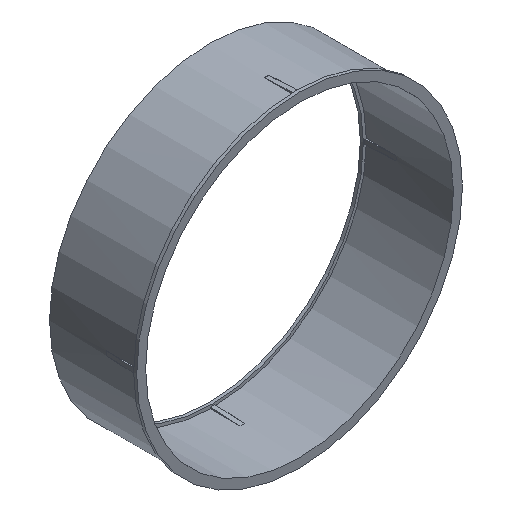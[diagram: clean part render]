
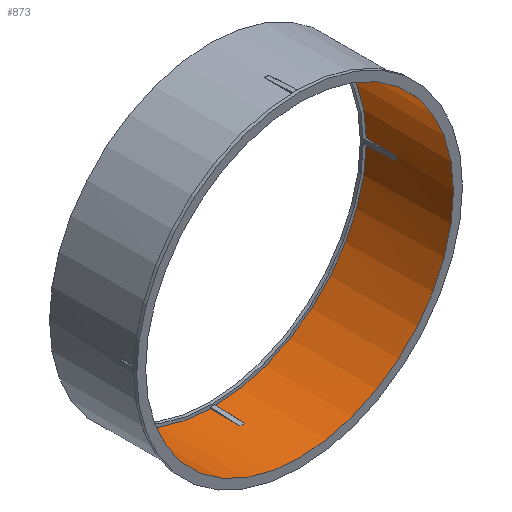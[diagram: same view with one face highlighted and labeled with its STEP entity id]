
A CAD part, isometric view. The second image highlights one B-rep face of the part: STEP entity #873.
In plain terms, the highlighted cylindrical face has radius 102.5 mm (diameter 205 mm), a full revolution.
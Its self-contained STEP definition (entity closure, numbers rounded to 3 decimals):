
#24=CIRCLE('',#956,102.5);
#25=CIRCLE('',#957,102.5);
#26=CIRCLE('',#958,102.5);
#27=CIRCLE('',#959,102.5);
#30=CIRCLE('',#977,102.5);
#34=CYLINDRICAL_SURFACE('',#974,102.5);
#60=FACE_OUTER_BOUND('',#110,.T.);
#110=EDGE_LOOP('',(#700,#701,#702,#703,#704,#705,#706,#707,#708,#709,#710,
#711,#712,#713,#714,#715,#716,#717,#718,#719));
#153=LINE('',#1309,#245);
#158=LINE('',#1322,#250);
#188=LINE('',#1426,#280);
#191=LINE('',#1433,#283);
#202=LINE('',#1457,#294);
#203=LINE('',#1460,#295);
#204=LINE('',#1462,#296);
#205=LINE('',#1465,#297);
#206=LINE('',#1467,#298);
#245=VECTOR('',#1046,10.);
#250=VECTOR('',#1059,10.);
#280=VECTOR('',#1153,10.);
#283=VECTOR('',#1162,10.);
#294=VECTOR('',#1179,10.);
#295=VECTOR('',#1182,10.);
#296=VECTOR('',#1183,10.);
#297=VECTOR('',#1186,10.);
#298=VECTOR('',#1187,102.5);
#325=ELLIPSE('',#934,2050.,102.5);
#326=ELLIPSE('',#935,2050.,102.5);
#339=ELLIPSE('',#970,2050.,102.5);
#340=ELLIPSE('',#975,2050.,102.5);
#341=ELLIPSE('',#976,2050.,102.5);
#355=VERTEX_POINT('',#1305);
#357=VERTEX_POINT('',#1308);
#358=VERTEX_POINT('',#1312);
#359=VERTEX_POINT('',#1313);
#361=VERTEX_POINT('',#1320);
#384=VERTEX_POINT('',#1371);
#387=VERTEX_POINT('',#1377);
#388=VERTEX_POINT('',#1379);
#391=VERTEX_POINT('',#1385);
#392=VERTEX_POINT('',#1387);
#395=VERTEX_POINT('',#1393);
#403=VERTEX_POINT('',#1425);
#404=VERTEX_POINT('',#1429);
#414=VERTEX_POINT('',#1456);
#415=VERTEX_POINT('',#1458);
#416=VERTEX_POINT('',#1461);
#417=VERTEX_POINT('',#1463);
#418=VERTEX_POINT('',#1466);
#445=EDGE_CURVE('',#357,#355,#153,.T.);
#447=EDGE_CURVE('',#358,#359,#325,.T.);
#450=EDGE_CURVE('',#359,#357,#326,.T.);
#452=EDGE_CURVE('',#361,#358,#158,.T.);
#477=EDGE_CURVE('',#384,#361,#24,.T.);
#481=EDGE_CURVE('',#388,#387,#25,.T.);
#485=EDGE_CURVE('',#392,#391,#26,.T.);
#489=EDGE_CURVE('',#355,#395,#27,.T.);
#504=EDGE_CURVE('',#403,#388,#188,.T.);
#506=EDGE_CURVE('',#404,#403,#339,.T.);
#508=EDGE_CURVE('',#391,#404,#191,.T.);
#520=EDGE_CURVE('',#395,#414,#202,.T.);
#521=EDGE_CURVE('',#414,#415,#340,.T.);
#522=EDGE_CURVE('',#415,#392,#203,.T.);
#523=EDGE_CURVE('',#387,#416,#204,.T.);
#524=EDGE_CURVE('',#416,#417,#341,.T.);
#525=EDGE_CURVE('',#417,#384,#205,.T.);
#526=EDGE_CURVE('',#359,#418,#206,.T.);
#527=EDGE_CURVE('',#418,#418,#30,.T.);
#700=ORIENTED_EDGE('',*,*,#445,.T.);
#701=ORIENTED_EDGE('',*,*,#489,.T.);
#702=ORIENTED_EDGE('',*,*,#520,.T.);
#703=ORIENTED_EDGE('',*,*,#521,.T.);
#704=ORIENTED_EDGE('',*,*,#522,.T.);
#705=ORIENTED_EDGE('',*,*,#485,.T.);
#706=ORIENTED_EDGE('',*,*,#508,.T.);
#707=ORIENTED_EDGE('',*,*,#506,.T.);
#708=ORIENTED_EDGE('',*,*,#504,.T.);
#709=ORIENTED_EDGE('',*,*,#481,.T.);
#710=ORIENTED_EDGE('',*,*,#523,.T.);
#711=ORIENTED_EDGE('',*,*,#524,.T.);
#712=ORIENTED_EDGE('',*,*,#525,.T.);
#713=ORIENTED_EDGE('',*,*,#477,.T.);
#714=ORIENTED_EDGE('',*,*,#452,.T.);
#715=ORIENTED_EDGE('',*,*,#447,.T.);
#716=ORIENTED_EDGE('',*,*,#526,.T.);
#717=ORIENTED_EDGE('',*,*,#527,.T.);
#718=ORIENTED_EDGE('',*,*,#526,.F.);
#719=ORIENTED_EDGE('',*,*,#450,.T.);
#873=ADVANCED_FACE('',(#60),#34,.F.);
#934=AXIS2_PLACEMENT_3D('',#1314,#1050,#1051);
#935=AXIS2_PLACEMENT_3D('',#1318,#1054,#1055);
#956=AXIS2_PLACEMENT_3D('',#1372,#1105,#1106);
#957=AXIS2_PLACEMENT_3D('',#1380,#1110,#1111);
#958=AXIS2_PLACEMENT_3D('',#1388,#1115,#1116);
#959=AXIS2_PLACEMENT_3D('',#1395,#1120,#1121);
#970=AXIS2_PLACEMENT_3D('',#1430,#1157,#1158);
#974=AXIS2_PLACEMENT_3D('',#1455,#1177,#1178);
#975=AXIS2_PLACEMENT_3D('',#1459,#1180,#1181);
#976=AXIS2_PLACEMENT_3D('',#1464,#1184,#1185);
#977=AXIS2_PLACEMENT_3D('',#1468,#1188,#1189);
#1046=DIRECTION('',(0.,1.,0.));
#1050=DIRECTION('center_axis',(-0.999,0.05,0.));
#1051=DIRECTION('ref_axis',(0.05,0.999,0.));
#1054=DIRECTION('center_axis',(-0.999,0.05,0.));
#1055=DIRECTION('ref_axis',(0.05,0.999,0.));
#1059=DIRECTION('',(0.,-1.,0.));
#1105=DIRECTION('center_axis',(0.,1.,0.));
#1106=DIRECTION('ref_axis',(1.,0.,0.));
#1110=DIRECTION('center_axis',(0.,1.,0.));
#1111=DIRECTION('ref_axis',(1.,0.,0.));
#1115=DIRECTION('center_axis',(0.,1.,0.));
#1116=DIRECTION('ref_axis',(1.,0.,0.));
#1120=DIRECTION('center_axis',(0.,1.,0.));
#1121=DIRECTION('ref_axis',(1.,0.,0.));
#1153=DIRECTION('',(0.,1.,0.));
#1157=DIRECTION('center_axis',(0.999,0.05,0.));
#1158=DIRECTION('ref_axis',(0.05,-0.999,0.));
#1162=DIRECTION('',(0.,-1.,0.));
#1177=DIRECTION('center_axis',(0.,1.,0.));
#1178=DIRECTION('ref_axis',(1.,0.,0.));
#1179=DIRECTION('',(0.,-1.,0.));
#1180=DIRECTION('center_axis',(0.,0.05,0.999));
#1181=DIRECTION('ref_axis',(0.,0.999,-0.05));
#1182=DIRECTION('',(0.,1.,0.));
#1183=DIRECTION('',(0.,-1.,0.));
#1184=DIRECTION('center_axis',(0.,0.05,-0.999));
#1185=DIRECTION('ref_axis',(0.,-0.999,-0.05));
#1186=DIRECTION('',(0.,1.,0.));
#1187=DIRECTION('',(0.,-1.,0.));
#1188=DIRECTION('center_axis',(0.,-1.,0.));
#1189=DIRECTION('ref_axis',(1.,0.,0.));
#1305=CARTESIAN_POINT('',(-102.489,58.,1.5));
#1308=CARTESIAN_POINT('',(-102.489,38.244,1.5));
#1309=CARTESIAN_POINT('',(-102.489,0.,1.5));
#1312=CARTESIAN_POINT('',(-102.489,38.244,-1.5));
#1313=CARTESIAN_POINT('',(-102.5,38.025,0.));
#1314=CARTESIAN_POINT('Origin',(0.,2085.461,0.));
#1318=CARTESIAN_POINT('Origin',(0.,2085.461,0.));
#1320=CARTESIAN_POINT('',(-102.489,58.,-1.5));
#1322=CARTESIAN_POINT('',(-102.489,0.,-1.5));
#1371=CARTESIAN_POINT('',(-1.5,58.,-102.489));
#1372=CARTESIAN_POINT('Origin',(0.,58.,0.));
#1377=CARTESIAN_POINT('',(1.5,58.,-102.489));
#1379=CARTESIAN_POINT('',(102.489,58.,-1.5));
#1380=CARTESIAN_POINT('Origin',(0.,58.,0.));
#1385=CARTESIAN_POINT('',(102.489,58.,1.5));
#1387=CARTESIAN_POINT('',(1.5,58.,102.489));
#1388=CARTESIAN_POINT('Origin',(0.,58.,0.));
#1393=CARTESIAN_POINT('',(-1.5,58.,102.489));
#1395=CARTESIAN_POINT('Origin',(0.,58.,0.));
#1425=CARTESIAN_POINT('',(102.489,38.244,-1.5));
#1426=CARTESIAN_POINT('',(102.489,0.,-1.5));
#1429=CARTESIAN_POINT('',(102.489,38.244,1.5));
#1430=CARTESIAN_POINT('Origin',(0.,2085.461,0.));
#1433=CARTESIAN_POINT('',(102.489,0.,1.5));
#1455=CARTESIAN_POINT('Origin',(0.,0.,0.));
#1456=CARTESIAN_POINT('',(-1.5,38.244,102.489));
#1457=CARTESIAN_POINT('',(-1.5,0.,102.489));
#1458=CARTESIAN_POINT('',(1.5,38.244,102.489));
#1459=CARTESIAN_POINT('Origin',(0.,2085.461,0.));
#1460=CARTESIAN_POINT('',(1.5,0.,102.489));
#1461=CARTESIAN_POINT('',(1.5,38.244,-102.489));
#1462=CARTESIAN_POINT('',(1.5,0.,-102.489));
#1463=CARTESIAN_POINT('',(-1.5,38.244,-102.489));
#1464=CARTESIAN_POINT('Origin',(0.,2085.461,0.));
#1465=CARTESIAN_POINT('',(-1.5,0.,-102.489));
#1466=CARTESIAN_POINT('',(-102.5,0.,0.));
#1467=CARTESIAN_POINT('',(-102.5,0.,0.));
#1468=CARTESIAN_POINT('Origin',(0.,0.,0.));
